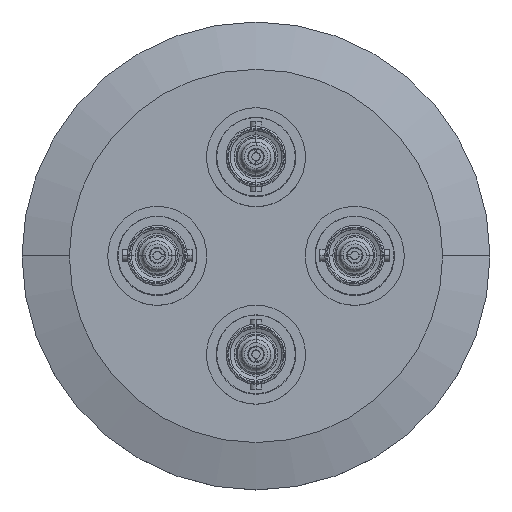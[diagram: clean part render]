
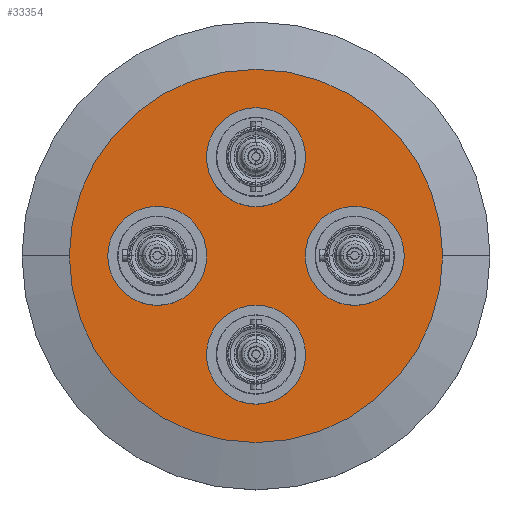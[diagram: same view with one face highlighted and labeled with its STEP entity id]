
A CAD part, top view. The second image highlights one B-rep face of the part: STEP entity #33354.
In plain terms, the highlighted planar face has unit normal (0, 0, 1).
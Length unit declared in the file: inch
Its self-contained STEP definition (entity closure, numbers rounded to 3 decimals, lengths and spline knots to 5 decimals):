
#1647 = EDGE_CURVE ( 'NONE', #1825, #1823, #18559, .T. ) ;
#1823 = VERTEX_POINT ( 'NONE', #28845 ) ;
#1825 = VERTEX_POINT ( 'NONE', #28847 ) ;
#2093 = VERTEX_POINT ( 'NONE', #29115 ) ;
#2095 = VERTEX_POINT ( 'NONE', #29117 ) ;
#2312 = VERTEX_POINT ( 'NONE', #29334 ) ;
#2315 = VERTEX_POINT ( 'NONE', #29337 ) ;
#3159 = EDGE_LOOP ( 'NONE', ( #26032, #26033 ) ) ;
#3162 = EDGE_LOOP ( 'NONE', ( #26034, #26035 ) ) ;
#3163 = EDGE_LOOP ( 'NONE', ( #26038, #26039 ) ) ;
#3164 = EDGE_LOOP ( 'NONE', ( #26040, #26041 ) ) ;
#3166 = EDGE_LOOP ( 'NONE', ( #26036, #26037 ) ) ;
#3292 = CIRCLE ( 'NONE', #3297, 0.312 ) ;
#3297 = AXIS2_PLACEMENT_3D ( 'NONE', #10583, #10584, #10585 ) ;
#5777 = EDGE_CURVE ( 'NONE', #2312, #2315, #23354, .T. ) ;
#5796 = EDGE_CURVE ( 'NONE', #2315, #2312, #23344, .T. ) ;
#5797 = EDGE_CURVE ( 'NONE', #37558, #37560, #23382, .T. ) ;
#5798 = EDGE_CURVE ( 'NONE', #33062, #33056, #23364, .T. ) ;
#5799 = EDGE_CURVE ( 'NONE', #1823, #1825, #23350, .T. ) ;
#5800 = EDGE_CURVE ( 'NONE', #2093, #2095, #23317, .T. ) ;
#7374 = CARTESIAN_POINT ( 'NONE',  ( 0., 0.6225, 0.1 ) ) ;
#7375 = DIRECTION ( 'NONE',  ( 0., 0., -1. ) ) ;
#7376 = DIRECTION ( 'NONE',  ( -1., 0., 0. ) ) ;
#10583 = CARTESIAN_POINT ( 'NONE',  ( 0., -0.6225, 0.1 ) ) ;
#10584 = DIRECTION ( 'NONE',  ( 0., 0., -1. ) ) ;
#10585 = DIRECTION ( 'NONE',  ( -1., 0., 0. ) ) ;
#11877 = AXIS2_PLACEMENT_3D ( 'NONE', #13057, #13061, #13062 ) ;
#12064 = CIRCLE ( 'NONE', #12096, 0.312 ) ;
#12096 = AXIS2_PLACEMENT_3D ( 'NONE', #14207, #14208, #14209 ) ;
#12430 = CARTESIAN_POINT ( 'NONE',  ( 0., 0.9345, 0.1 ) ) ;
#12434 = CARTESIAN_POINT ( 'NONE',  ( 0., 0.3105, 0.1 ) ) ;
#13047 = FACE_BOUND ( 'NONE', #3162, .T. ) ;
#13051 = PLANE ( 'NONE',  #11877 ) ;
#13054 = FACE_OUTER_BOUND ( 'NONE', #3164, .T. ) ;
#13055 = FACE_BOUND ( 'NONE', #3159, .T. ) ;
#13057 = CARTESIAN_POINT ( 'NONE',  ( 0., 0., 0.1 ) ) ;
#13058 = FACE_BOUND ( 'NONE', #3166, .T. ) ;
#13060 = FACE_BOUND ( 'NONE', #3163, .T. ) ;
#13061 = DIRECTION ( 'NONE',  ( 0., 0., -1. ) ) ;
#13062 = DIRECTION ( 'NONE',  ( -1., 0., 0. ) ) ;
#14207 = CARTESIAN_POINT ( 'NONE',  ( 0.6225, 0., 0.1 ) ) ;
#14208 = DIRECTION ( 'NONE',  ( 0., 0., -1. ) ) ;
#14209 = DIRECTION ( 'NONE',  ( -1., 0., 0. ) ) ;
#17634 = EDGE_CURVE ( 'NONE', #33056, #33062, #18824, .T. ) ;
#18559 = CIRCLE ( 'NONE', #18563, 0.312 ) ;
#18563 = AXIS2_PLACEMENT_3D ( 'NONE', #33985, #33986, #33987 ) ;
#18824 = CIRCLE ( 'NONE', #18828, 0.312 ) ;
#18828 = AXIS2_PLACEMENT_3D ( 'NONE', #7374, #7375, #7376 ) ;
#20746 = CARTESIAN_POINT ( 'NONE',  ( 0.3105, 0., 0.1 ) ) ;
#20748 = CARTESIAN_POINT ( 'NONE',  ( 0.9345, 0., 0.1 ) ) ;
#21884 = CARTESIAN_POINT ( 'NONE',  ( 0., 0., 0.1 ) ) ;
#21885 = DIRECTION ( 'NONE',  ( 0., 0., -1. ) ) ;
#21886 = DIRECTION ( 'NONE',  ( -1., 0., 0. ) ) ;
#21937 = CARTESIAN_POINT ( 'NONE',  ( 0., 0., 0.1 ) ) ;
#21938 = DIRECTION ( 'NONE',  ( 0., 0., -1. ) ) ;
#21939 = DIRECTION ( 'NONE',  ( -1., 0., 0. ) ) ;
#21940 = CARTESIAN_POINT ( 'NONE',  ( 0.6225, 0., 0.1 ) ) ;
#21941 = DIRECTION ( 'NONE',  ( 0., 0., -1. ) ) ;
#21942 = DIRECTION ( 'NONE',  ( -1., 0., 0. ) ) ;
#21943 = CARTESIAN_POINT ( 'NONE',  ( 0., 0.6225, 0.1 ) ) ;
#21944 = DIRECTION ( 'NONE',  ( 0., 0., -1. ) ) ;
#21945 = DIRECTION ( 'NONE',  ( -1., 0., 0. ) ) ;
#21946 = CARTESIAN_POINT ( 'NONE',  ( -0.6225, 0., 0.1 ) ) ;
#21947 = DIRECTION ( 'NONE',  ( 0., 0., -1. ) ) ;
#21948 = DIRECTION ( 'NONE',  ( -1., 0., 0. ) ) ;
#21949 = CARTESIAN_POINT ( 'NONE',  ( 0., -0.6225, 0.1 ) ) ;
#21950 = DIRECTION ( 'NONE',  ( 0., 0., -1. ) ) ;
#21951 = DIRECTION ( 'NONE',  ( -1., 0., 0. ) ) ;
#23317 = CIRCLE ( 'NONE', #23385, 0.312 ) ;
#23319 = AXIS2_PLACEMENT_3D ( 'NONE', #21937, #21938, #21939 ) ;
#23323 = AXIS2_PLACEMENT_3D ( 'NONE', #21884, #21885, #21886 ) ;
#23342 = AXIS2_PLACEMENT_3D ( 'NONE', #21946, #21947, #21948 ) ;
#23344 = CIRCLE ( 'NONE', #23319, 1.17644 ) ;
#23350 = CIRCLE ( 'NONE', #23342, 0.312 ) ;
#23354 = CIRCLE ( 'NONE', #23323, 1.17644 ) ;
#23355 = AXIS2_PLACEMENT_3D ( 'NONE', #21943, #21944, #21945 ) ;
#23364 = CIRCLE ( 'NONE', #23355, 0.312 ) ;
#23382 = CIRCLE ( 'NONE', #23405, 0.312 ) ;
#23385 = AXIS2_PLACEMENT_3D ( 'NONE', #21949, #21950, #21951 ) ;
#23405 = AXIS2_PLACEMENT_3D ( 'NONE', #21940, #21941, #21942 ) ;
#26032 = ORIENTED_EDGE ( 'NONE', *, *, #5797, .T. ) ;
#26033 = ORIENTED_EDGE ( 'NONE', *, *, #36481, .T. ) ;
#26034 = ORIENTED_EDGE ( 'NONE', *, *, #5798, .T. ) ;
#26035 = ORIENTED_EDGE ( 'NONE', *, *, #17634, .T. ) ;
#26036 = ORIENTED_EDGE ( 'NONE', *, *, #5799, .T. ) ;
#26037 = ORIENTED_EDGE ( 'NONE', *, *, #1647, .T. ) ;
#26038 = ORIENTED_EDGE ( 'NONE', *, *, #5800, .T. ) ;
#26039 = ORIENTED_EDGE ( 'NONE', *, *, #32197, .T. ) ;
#26040 = ORIENTED_EDGE ( 'NONE', *, *, #5777, .F. ) ;
#26041 = ORIENTED_EDGE ( 'NONE', *, *, #5796, .F. ) ;
#28845 = CARTESIAN_POINT ( 'NONE',  ( -0.3105, 0., 0.1 ) ) ;
#28847 = CARTESIAN_POINT ( 'NONE',  ( -0.9345, 0., 0.1 ) ) ;
#29115 = CARTESIAN_POINT ( 'NONE',  ( 0., -0.3105, 0.1 ) ) ;
#29117 = CARTESIAN_POINT ( 'NONE',  ( 0., -0.9345, 0.1 ) ) ;
#29334 = CARTESIAN_POINT ( 'NONE',  ( -1.17644, 0., 0.1 ) ) ;
#29337 = CARTESIAN_POINT ( 'NONE',  ( 1.17644, 0., 0.1 ) ) ;
#32197 = EDGE_CURVE ( 'NONE', #2095, #2093, #3292, .T. ) ;
#33056 = VERTEX_POINT ( 'NONE', #12430 ) ;
#33062 = VERTEX_POINT ( 'NONE', #12434 ) ;
#33354 = ADVANCED_FACE ( 'NONE', ( #13055, #13047, #13058, #13060, #13054 ), #13051, .F. ) ;
#33985 = CARTESIAN_POINT ( 'NONE',  ( -0.6225, 0., 0.1 ) ) ;
#33986 = DIRECTION ( 'NONE',  ( 0., 0., -1. ) ) ;
#33987 = DIRECTION ( 'NONE',  ( -1., 0., 0. ) ) ;
#36481 = EDGE_CURVE ( 'NONE', #37560, #37558, #12064, .T. ) ;
#37558 = VERTEX_POINT ( 'NONE', #20746 ) ;
#37560 = VERTEX_POINT ( 'NONE', #20748 ) ;
